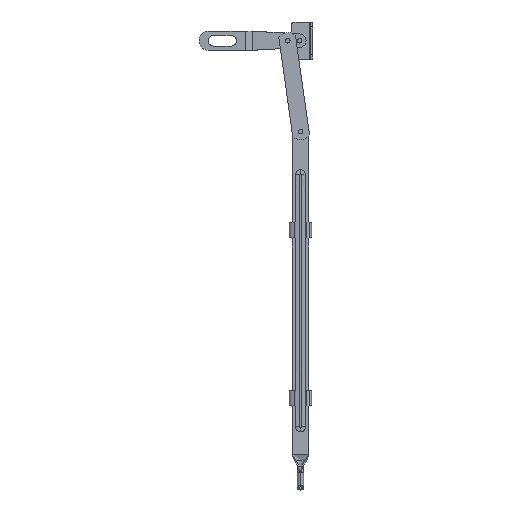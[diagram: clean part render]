
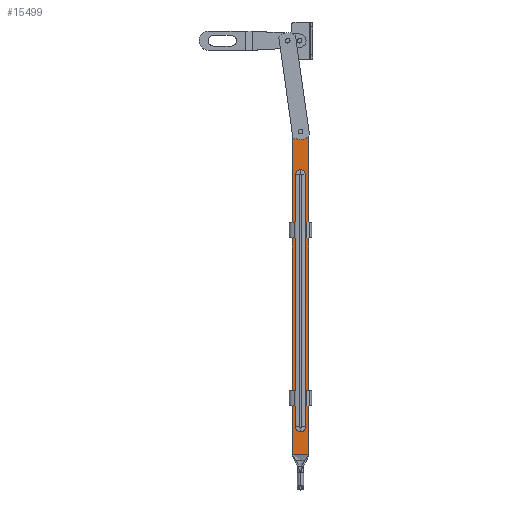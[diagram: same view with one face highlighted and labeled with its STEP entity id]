
A CAD part, top view. The second image highlights one B-rep face of the part: STEP entity #15499.
In plain terms, the highlighted planar face has unit normal (0, 0, 1).
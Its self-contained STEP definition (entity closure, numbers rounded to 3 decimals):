
#16 = EDGE_CURVE ( 'NONE', #7216, #2678, #8994, .T. ) ;
#44 = FACE_BOUND ( 'NONE', #7333, .T. ) ;
#94 = AXIS2_PLACEMENT_3D ( 'NONE', #10557, #7009, #8380 ) ;
#125 = CIRCLE ( 'NONE', #7932, 6.5 ) ;
#493 = EDGE_CURVE ( 'NONE', #9780, #4061, #11406, .T. ) ;
#698 = PLANE ( 'NONE',  #7068 ) ;
#1053 = VERTEX_POINT ( 'NONE', #14001 ) ;
#1231 = ORIENTED_EDGE ( 'NONE', *, *, #16838, .T. ) ;
#1476 = EDGE_LOOP ( 'NONE', ( #2632, #5634, #16077, #3288 ) ) ;
#1514 = LINE ( 'NONE', #15029, #15000 ) ;
#1591 = EDGE_CURVE ( 'NONE', #14222, #7416, #125, .T. ) ;
#1695 = CIRCLE ( 'NONE', #9207, 6.5 ) ;
#1762 = CARTESIAN_POINT ( 'NONE',  ( -6.5, 172.5, 1.5 ) ) ;
#2412 = ORIENTED_EDGE ( 'NONE', *, *, #9785, .F. ) ;
#2437 = EDGE_CURVE ( 'NONE', #7416, #9780, #2569, .T. ) ;
#2569 = LINE ( 'NONE', #6865, #3366 ) ;
#2632 = ORIENTED_EDGE ( 'NONE', *, *, #11256, .F. ) ;
#2678 = VERTEX_POINT ( 'NONE', #9091 ) ;
#2681 = CIRCLE ( 'NONE', #94, 3. ) ;
#3288 = ORIENTED_EDGE ( 'NONE', *, *, #16, .F. ) ;
#3292 = LINE ( 'NONE', #14445, #11912 ) ;
#3366 = VECTOR ( 'NONE', #12045, 1000. ) ;
#3505 = FACE_BOUND ( 'NONE', #16086, .T. ) ;
#3565 = AXIS2_PLACEMENT_3D ( 'NONE', #8181, #14764, #16132 ) ;
#3646 = DIRECTION ( 'NONE',  ( 0., -1., 0. ) ) ;
#3887 = CARTESIAN_POINT ( 'NONE',  ( 0., 179., 1.5 ) ) ;
#4061 = VERTEX_POINT ( 'NONE', #3887 ) ;
#4933 = ORIENTED_EDGE ( 'NONE', *, *, #5209, .T. ) ;
#5136 = CIRCLE ( 'NONE', #9486, 6.5 ) ;
#5209 = EDGE_CURVE ( 'NONE', #4061, #16782, #1695, .T. ) ;
#5634 = ORIENTED_EDGE ( 'NONE', *, *, #6727, .T. ) ;
#5748 = LINE ( 'NONE', #7337, #10892 ) ;
#5912 = CARTESIAN_POINT ( 'NONE',  ( -11., 240., 1.5 ) ) ;
#6045 = DIRECTION ( 'NONE',  ( 0., -1., 0. ) ) ;
#6116 = CARTESIAN_POINT ( 'NONE',  ( 11., 240., 1.5 ) ) ;
#6727 = EDGE_CURVE ( 'NONE', #12640, #8195, #5748, .T. ) ;
#6865 = CARTESIAN_POINT ( 'NONE',  ( -6.5, 172.5, 1.5 ) ) ;
#6866 = CARTESIAN_POINT ( 'NONE',  ( 0., -157.5, 1.5 ) ) ;
#7009 = DIRECTION ( 'NONE',  ( 0., 0., 1. ) ) ;
#7068 = AXIS2_PLACEMENT_3D ( 'NONE', #5912, #15005, #11083 ) ;
#7216 = VERTEX_POINT ( 'NONE', #9869 ) ;
#7321 = DIRECTION ( 'NONE',  ( 0., 0., -1. ) ) ;
#7333 = EDGE_LOOP ( 'NONE', ( #13404, #1231, #14922, #10837, #14624, #4933 ) ) ;
#7337 = CARTESIAN_POINT ( 'NONE',  ( -11., 240., 1.5 ) ) ;
#7416 = VERTEX_POINT ( 'NONE', #15846 ) ;
#7630 = FACE_OUTER_BOUND ( 'NONE', #1476, .T. ) ;
#7861 = DIRECTION ( 'NONE',  ( 0., 0., -1. ) ) ;
#7932 = AXIS2_PLACEMENT_3D ( 'NONE', #6866, #10641, #13360 ) ;
#8106 = CARTESIAN_POINT ( 'NONE',  ( 0., -164., 1.5 ) ) ;
#8181 = CARTESIAN_POINT ( 'NONE',  ( 0., 172.5, 1.5 ) ) ;
#8195 = VERTEX_POINT ( 'NONE', #14089 ) ;
#8234 = EDGE_CURVE ( 'NONE', #16782, #1053, #3292, .T. ) ;
#8380 = DIRECTION ( 'NONE',  ( 1., 0., 0. ) ) ;
#8464 = AXIS2_PLACEMENT_3D ( 'NONE', #13209, #7861, #16936 ) ;
#8747 = CARTESIAN_POINT ( 'NONE',  ( 0., -157.5, 1.5 ) ) ;
#8792 = VECTOR ( 'NONE', #3646, 1000. ) ;
#8994 = LINE ( 'NONE', #6116, #8792 ) ;
#9019 = CARTESIAN_POINT ( 'NONE',  ( 0., 172.5, 1.5 ) ) ;
#9078 = DIRECTION ( 'NONE',  ( 0., 0., -1. ) ) ;
#9091 = CARTESIAN_POINT ( 'NONE',  ( 11., -193., 1.5 ) ) ;
#9207 = AXIS2_PLACEMENT_3D ( 'NONE', #9019, #9078, #11564 ) ;
#9486 = AXIS2_PLACEMENT_3D ( 'NONE', #8747, #7321, #11301 ) ;
#9780 = VERTEX_POINT ( 'NONE', #1762 ) ;
#9785 = EDGE_CURVE ( 'NONE', #10050, #10050, #2681, .T. ) ;
#9869 = CARTESIAN_POINT ( 'NONE',  ( 11., 235., 1.5 ) ) ;
#10050 = VERTEX_POINT ( 'NONE', #13133 ) ;
#10557 = CARTESIAN_POINT ( 'NONE',  ( 0., 229., 1.5 ) ) ;
#10641 = DIRECTION ( 'NONE',  ( 0., 0., -1. ) ) ;
#10837 = ORIENTED_EDGE ( 'NONE', *, *, #2437, .T. ) ;
#10892 = VECTOR ( 'NONE', #6045, 1000. ) ;
#10974 = CARTESIAN_POINT ( 'NONE',  ( 6.5, 172.5, 1.5 ) ) ;
#11083 = DIRECTION ( 'NONE',  ( -1., 0., 0. ) ) ;
#11256 = EDGE_CURVE ( 'NONE', #12640, #7216, #15743, .T. ) ;
#11301 = DIRECTION ( 'NONE',  ( -1., 0., 0. ) ) ;
#11406 = CIRCLE ( 'NONE', #3565, 6.5 ) ;
#11564 = DIRECTION ( 'NONE',  ( -1., 0., 0. ) ) ;
#11912 = VECTOR ( 'NONE', #16910, 1000. ) ;
#12045 = DIRECTION ( 'NONE',  ( 0., 1., 0. ) ) ;
#12247 = DIRECTION ( 'NONE',  ( -1., 0., 0. ) ) ;
#12640 = VERTEX_POINT ( 'NONE', #16001 ) ;
#13133 = CARTESIAN_POINT ( 'NONE',  ( 3., 229., 1.5 ) ) ;
#13209 = CARTESIAN_POINT ( 'NONE',  ( 0., 225.4, 1.5 ) ) ;
#13360 = DIRECTION ( 'NONE',  ( -1., 0., 0. ) ) ;
#13404 = ORIENTED_EDGE ( 'NONE', *, *, #8234, .T. ) ;
#13920 = EDGE_CURVE ( 'NONE', #2678, #8195, #1514, .T. ) ;
#14001 = CARTESIAN_POINT ( 'NONE',  ( 6.5, -157.5, 1.5 ) ) ;
#14089 = CARTESIAN_POINT ( 'NONE',  ( -11., -193., 1.5 ) ) ;
#14222 = VERTEX_POINT ( 'NONE', #8106 ) ;
#14445 = CARTESIAN_POINT ( 'NONE',  ( 6.5, -157.5, 1.5 ) ) ;
#14624 = ORIENTED_EDGE ( 'NONE', *, *, #493, .T. ) ;
#14764 = DIRECTION ( 'NONE',  ( 0., 0., -1. ) ) ;
#14922 = ORIENTED_EDGE ( 'NONE', *, *, #1591, .T. ) ;
#15000 = VECTOR ( 'NONE', #12247, 1000. ) ;
#15005 = DIRECTION ( 'NONE',  ( 0., 0., -1. ) ) ;
#15029 = CARTESIAN_POINT ( 'NONE',  ( -11., -193., 1.5 ) ) ;
#15499 = ADVANCED_FACE ( 'NONE', ( #44, #7630, #3505 ), #698, .F. ) ;
#15743 = CIRCLE ( 'NONE', #8464, 14.6 ) ;
#15846 = CARTESIAN_POINT ( 'NONE',  ( -6.5, -157.5, 1.5 ) ) ;
#16001 = CARTESIAN_POINT ( 'NONE',  ( -11., 235., 1.5 ) ) ;
#16077 = ORIENTED_EDGE ( 'NONE', *, *, #13920, .F. ) ;
#16086 = EDGE_LOOP ( 'NONE', ( #2412 ) ) ;
#16132 = DIRECTION ( 'NONE',  ( -1., 0., 0. ) ) ;
#16782 = VERTEX_POINT ( 'NONE', #10974 ) ;
#16838 = EDGE_CURVE ( 'NONE', #1053, #14222, #5136, .T. ) ;
#16910 = DIRECTION ( 'NONE',  ( 0., -1., 0. ) ) ;
#16936 = DIRECTION ( 'NONE',  ( 1., 0., 0. ) ) ;
